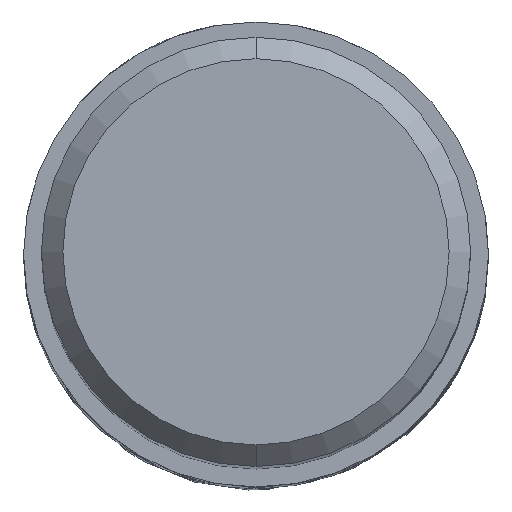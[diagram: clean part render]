
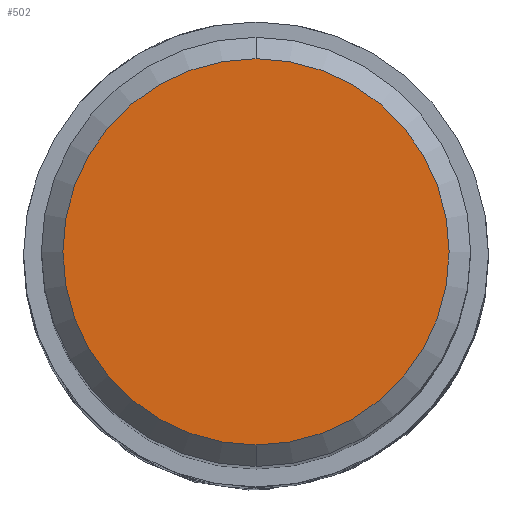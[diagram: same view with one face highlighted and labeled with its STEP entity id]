
A CAD part, top view. The second image highlights one B-rep face of the part: STEP entity #502.
In plain terms, the highlighted planar face has unit normal (0, 0, 1).
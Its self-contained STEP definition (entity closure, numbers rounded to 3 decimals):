
#324=EDGE_CURVE('',#334,#616,#861,.T.);
#334=VERTEX_POINT('',#872);
#502=ADVANCED_FACE('',(#1054),#1055,.T.);
#552=EDGE_CURVE('',#616,#334,#1112,.T.);
#616=VERTEX_POINT('',#1180);
#861=CIRCLE('',#1975,5.4);
#872=CARTESIAN_POINT('',(0.0,5.4,0.0));
#1054=FACE_OUTER_BOUND('',#2699,.T.);
#1055=PLANE('',#2700);
#1112=CIRCLE('',#3384,5.4);
#1180=CARTESIAN_POINT('',(0.,-5.4,0.0));
#1975=AXIS2_PLACEMENT_3D('',#5091,#5092,#5093);
#2699=EDGE_LOOP('',(#5290,#5291));
#2700=AXIS2_PLACEMENT_3D('',#5292,#5293,#5294);
#3384=AXIS2_PLACEMENT_3D('',#5377,#5378,#5379);
#5091=CARTESIAN_POINT('',(0.0,0.0,0.0));
#5092=DIRECTION('',(0.0,0.0,-1.0));
#5093=DIRECTION('',(0.0,1.0,0.0));
#5290=ORIENTED_EDGE('',*,*,#324,.F.);
#5291=ORIENTED_EDGE('',*,*,#552,.F.);
#5292=CARTESIAN_POINT('',(0.0,2.7,0.0));
#5293=DIRECTION('',(-0.0,0.0,1.0));
#5294=DIRECTION('',(0.0,-1.0,0.0));
#5377=CARTESIAN_POINT('',(0.0,0.0,0.0));
#5378=DIRECTION('',(0.0,0.0,-1.0));
#5379=DIRECTION('',(0.0,1.0,0.0));
